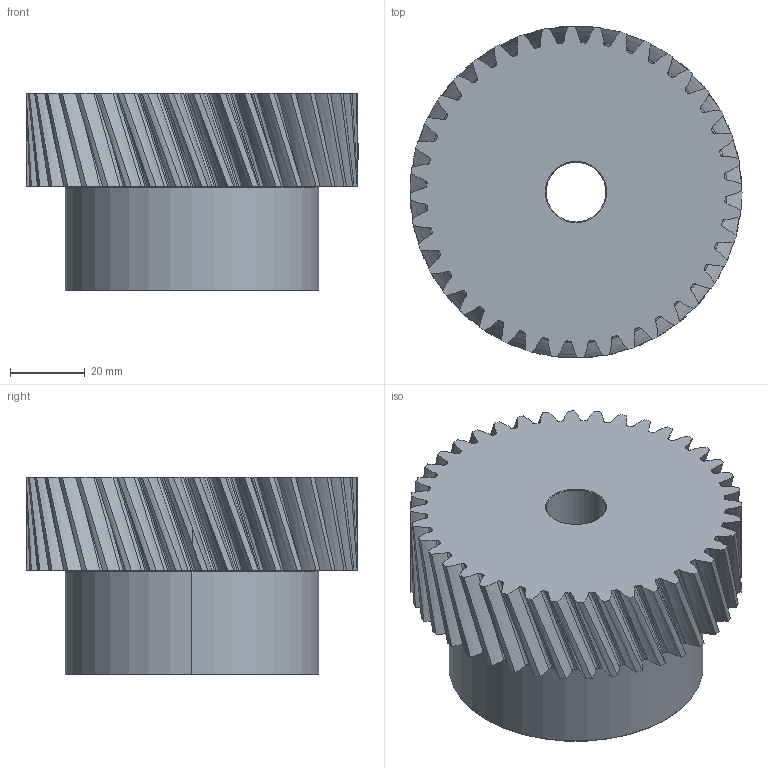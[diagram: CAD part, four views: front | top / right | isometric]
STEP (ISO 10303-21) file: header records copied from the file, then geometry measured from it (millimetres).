
FILE_DESCRIPTION(('STEP AP214'),'1');
FILE_NAME('127-020-040.stp','2017-08-10T04:00:17',('TraceParts'),('TraceParts S.A.'),'Spatial InterOp 3D',' ',' ');
FILE_SCHEMA(('automotive_design'));
Length unit declared in the file: millimetre
Products named in the file (1): 127-020-040
Bounding box: 88.88 x 88.88 x 53 mm (x, y, z)
Volume: 231582.5 mm3; surface area: 32537.3 mm2
Topology: 1 solids, 1 shells, 257 faces, 754 edges, 500 vertices
Faces by surface type: bspline 200, cylinder 46, cone 6, plane 3, torus 2
Entity records: 23091 total; most frequent: CARTESIAN_POINT 15928, ORIENTED_EDGE 1508, EDGE_CURVE 754, DIRECTION 564, VERTEX_POINT 500, B_SPLINE_CURVE_WITH_KNOTS 320, AXIS2_PLACEMENT_3D 276, EDGE_LOOP 260
